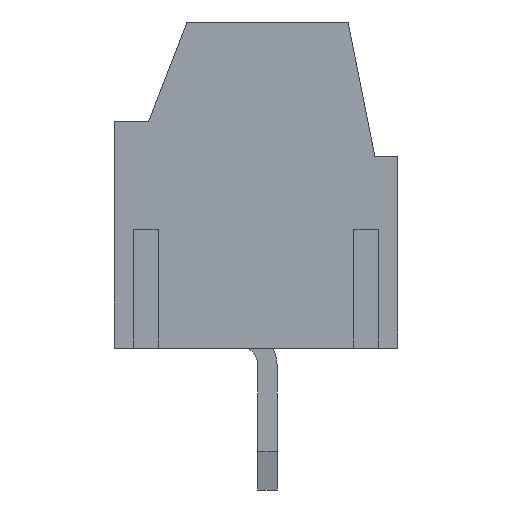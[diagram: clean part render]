
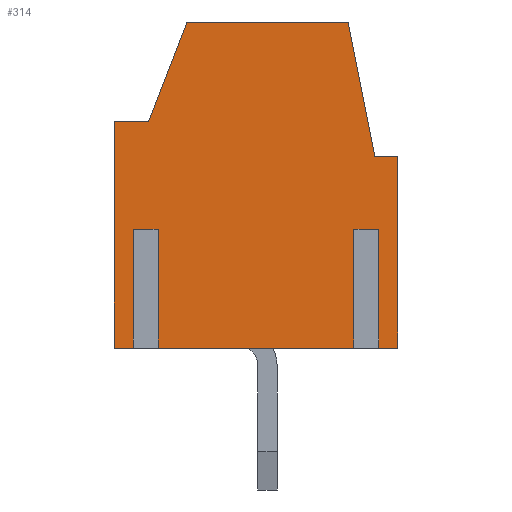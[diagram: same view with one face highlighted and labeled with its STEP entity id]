
A CAD part, left-side view. The second image highlights one B-rep face of the part: STEP entity #314.
In plain terms, the highlighted planar face has unit normal (-1, 0, 0).
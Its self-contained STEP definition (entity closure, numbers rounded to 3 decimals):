
#314 = ADVANCED_FACE( '', ( #677 ), #678, .F. );
#677 = FACE_OUTER_BOUND( '', #1137, .T. );
#678 = PLANE( '', #1138 );
#1137 = EDGE_LOOP( '', ( #1706, #1707, #1708, #1709, #1710, #1711, #1712, #1713, #1714, #1715, #1716, #1717, #1718, #1719, #1720, #1721 ) );
#1138 = AXIS2_PLACEMENT_3D( '', #1722, #1723, #1724 );
#1706 = ORIENTED_EDGE( '', *, *, #2954, .T. );
#1707 = ORIENTED_EDGE( '', *, *, #2955, .T. );
#1708 = ORIENTED_EDGE( '', *, *, #2956, .F. );
#1709 = ORIENTED_EDGE( '', *, *, #2957, .F. );
#1710 = ORIENTED_EDGE( '', *, *, #2958, .F. );
#1711 = ORIENTED_EDGE( '', *, *, #2959, .F. );
#1712 = ORIENTED_EDGE( '', *, *, #2960, .F. );
#1713 = ORIENTED_EDGE( '', *, *, #2961, .F. );
#1714 = ORIENTED_EDGE( '', *, *, #2962, .F. );
#1715 = ORIENTED_EDGE( '', *, *, #2963, .F. );
#1716 = ORIENTED_EDGE( '', *, *, #2964, .F. );
#1717 = ORIENTED_EDGE( '', *, *, #2965, .F. );
#1718 = ORIENTED_EDGE( '', *, *, #2966, .T. );
#1719 = ORIENTED_EDGE( '', *, *, #2967, .T. );
#1720 = ORIENTED_EDGE( '', *, *, #2968, .F. );
#1721 = ORIENTED_EDGE( '', *, *, #2969, .F. );
#1722 = CARTESIAN_POINT( '', ( -3.525, 0., 0. ) );
#1723 = DIRECTION( '', ( 1., 0., 0. ) );
#1724 = DIRECTION( '', ( 0., 0., -1. ) );
#2954 = EDGE_CURVE( '', #3564, #3565, #3566, .T. );
#2955 = EDGE_CURVE( '', #3565, #3567, #3568, .T. );
#2956 = EDGE_CURVE( '', #3569, #3567, #3570, .T. );
#2957 = EDGE_CURVE( '', #3571, #3569, #3572, .T. );
#2958 = EDGE_CURVE( '', #3573, #3571, #3574, .T. );
#2959 = EDGE_CURVE( '', #3575, #3573, #3576, .T. );
#2960 = EDGE_CURVE( '', #3577, #3575, #3578, .T. );
#2961 = EDGE_CURVE( '', #3579, #3577, #3580, .T. );
#2962 = EDGE_CURVE( '', #3581, #3579, #3582, .T. );
#2963 = EDGE_CURVE( '', #3583, #3581, #3584, .T. );
#2964 = EDGE_CURVE( '', #3585, #3583, #3586, .T. );
#2965 = EDGE_CURVE( '', #3587, #3585, #3588, .T. );
#2966 = EDGE_CURVE( '', #3587, #3589, #3590, .T. );
#2967 = EDGE_CURVE( '', #3589, #3591, #3592, .T. );
#2968 = EDGE_CURVE( '', #3593, #3591, #3594, .T. );
#2969 = EDGE_CURVE( '', #3564, #3593, #3595, .T. );
#3564 = VERTEX_POINT( '', #4405 );
#3565 = VERTEX_POINT( '', #4406 );
#3566 = LINE( '', #4407, #4408 );
#3567 = VERTEX_POINT( '', #4409 );
#3568 = LINE( '', #4410, #4411 );
#3569 = VERTEX_POINT( '', #4412 );
#3570 = LINE( '', #4413, #4414 );
#3571 = VERTEX_POINT( '', #4415 );
#3572 = LINE( '', #4416, #4417 );
#3573 = VERTEX_POINT( '', #4418 );
#3574 = LINE( '', #4419, #4420 );
#3575 = VERTEX_POINT( '', #4421 );
#3576 = LINE( '', #4422, #4423 );
#3577 = VERTEX_POINT( '', #4424 );
#3578 = LINE( '', #4425, #4426 );
#3579 = VERTEX_POINT( '', #4427 );
#3580 = LINE( '', #4428, #4429 );
#3581 = VERTEX_POINT( '', #4430 );
#3582 = LINE( '', #4431, #4432 );
#3583 = VERTEX_POINT( '', #4433 );
#3584 = LINE( '', #4434, #4435 );
#3585 = VERTEX_POINT( '', #4436 );
#3586 = LINE( '', #4437, #4438 );
#3587 = VERTEX_POINT( '', #4439 );
#3588 = LINE( '', #4440, #4441 );
#3589 = VERTEX_POINT( '', #4442 );
#3590 = LINE( '', #4443, #4444 );
#3591 = VERTEX_POINT( '', #4445 );
#3592 = LINE( '', #4446, #4447 );
#3593 = VERTEX_POINT( '', #4448 );
#3594 = LINE( '', #4449, #4450 );
#3595 = LINE( '', #4451, #4452 );
#4405 = CARTESIAN_POINT( '', ( -3.525, -2.625, 0.15 ) );
#4406 = CARTESIAN_POINT( '', ( -3.525, -3.125, 0.15 ) );
#4407 = CARTESIAN_POINT( '', ( -3.525, -2.625, 0.15 ) );
#4408 = VECTOR( '', #5377, 1000. );
#4409 = CARTESIAN_POINT( '', ( -3.525, -3.125, -2.95 ) );
#4410 = CARTESIAN_POINT( '', ( -3.525, -3.125, 0.15 ) );
#4411 = VECTOR( '', #5378, 1000. );
#4412 = CARTESIAN_POINT( '', ( -3.525, -3.7, -2.95 ) );
#4413 = CARTESIAN_POINT( '', ( -3.525, -3.7, -2.95 ) );
#4414 = VECTOR( '', #5379, 1000. );
#4415 = CARTESIAN_POINT( '', ( -3.525, -3.7, 2.05 ) );
#4416 = CARTESIAN_POINT( '', ( -3.525, -3.7, 2.05 ) );
#4417 = VECTOR( '', #5380, 1000. );
#4418 = CARTESIAN_POINT( '', ( -3.525, -3.1, 2.05 ) );
#4419 = CARTESIAN_POINT( '', ( -3.525, -3.1, 2.05 ) );
#4420 = VECTOR( '', #5381, 1000. );
#4421 = CARTESIAN_POINT( '', ( -3.525, -2.4, 5.55 ) );
#4422 = CARTESIAN_POINT( '', ( -3.525, -2.4, 5.55 ) );
#4423 = VECTOR( '', #5382, 1000. );
#4424 = CARTESIAN_POINT( '', ( -3.525, 1.8, 5.55 ) );
#4425 = CARTESIAN_POINT( '', ( -3.525, 1.8, 5.55 ) );
#4426 = VECTOR( '', #5383, 1000. );
#4427 = CARTESIAN_POINT( '', ( -3.525, 2.8, 2.95 ) );
#4428 = CARTESIAN_POINT( '', ( -3.525, 2.8, 2.95 ) );
#4429 = VECTOR( '', #5384, 1000. );
#4430 = CARTESIAN_POINT( '', ( -3.525, 3.7, 2.95 ) );
#4431 = CARTESIAN_POINT( '', ( -3.525, 3.7, 2.95 ) );
#4432 = VECTOR( '', #5385, 1000. );
#4433 = CARTESIAN_POINT( '', ( -3.525, 3.7, -2.95 ) );
#4434 = CARTESIAN_POINT( '', ( -3.525, 3.7, -2.95 ) );
#4435 = VECTOR( '', #5386, 1000. );
#4436 = CARTESIAN_POINT( '', ( -3.525, 3.125, -2.95 ) );
#4437 = CARTESIAN_POINT( '', ( -3.525, -3.7, -2.95 ) );
#4438 = VECTOR( '', #5387, 1000. );
#4439 = CARTESIAN_POINT( '', ( -3.525, 3.125, 0.15 ) );
#4440 = CARTESIAN_POINT( '', ( -3.525, 3.125, 0.15 ) );
#4441 = VECTOR( '', #5388, 1000. );
#4442 = CARTESIAN_POINT( '', ( -3.525, 2.625, 0.15 ) );
#4443 = CARTESIAN_POINT( '', ( -3.525, 3.125, 0.15 ) );
#4444 = VECTOR( '', #5389, 1000. );
#4445 = CARTESIAN_POINT( '', ( -3.525, 2.625, -2.95 ) );
#4446 = CARTESIAN_POINT( '', ( -3.525, 2.625, 0.15 ) );
#4447 = VECTOR( '', #5390, 1000. );
#4448 = CARTESIAN_POINT( '', ( -3.525, -2.625, -2.95 ) );
#4449 = CARTESIAN_POINT( '', ( -3.525, -3.7, -2.95 ) );
#4450 = VECTOR( '', #5391, 1000. );
#4451 = CARTESIAN_POINT( '', ( -3.525, -2.625, 0.15 ) );
#4452 = VECTOR( '', #5392, 1000. );
#5377 = DIRECTION( '', ( 0., -1., 0. ) );
#5378 = DIRECTION( '', ( 0., 0., -1. ) );
#5379 = DIRECTION( '', ( 0., 1., 0. ) );
#5380 = DIRECTION( '', ( 0., 0., -1. ) );
#5381 = DIRECTION( '', ( 0., -1., 0. ) );
#5382 = DIRECTION( '', ( 0., -0.196, -0.981 ) );
#5383 = DIRECTION( '', ( 0., -1., 0. ) );
#5384 = DIRECTION( '', ( 0., -0.359, 0.933 ) );
#5385 = DIRECTION( '', ( 0., -1., 0. ) );
#5386 = DIRECTION( '', ( 0., 0., 1. ) );
#5387 = DIRECTION( '', ( 0., 1., 0. ) );
#5388 = DIRECTION( '', ( 0., 0., -1. ) );
#5389 = DIRECTION( '', ( 0., -1., 0. ) );
#5390 = DIRECTION( '', ( 0., 0., -1. ) );
#5391 = DIRECTION( '', ( 0., 1., 0. ) );
#5392 = DIRECTION( '', ( 0., 0., -1. ) );
